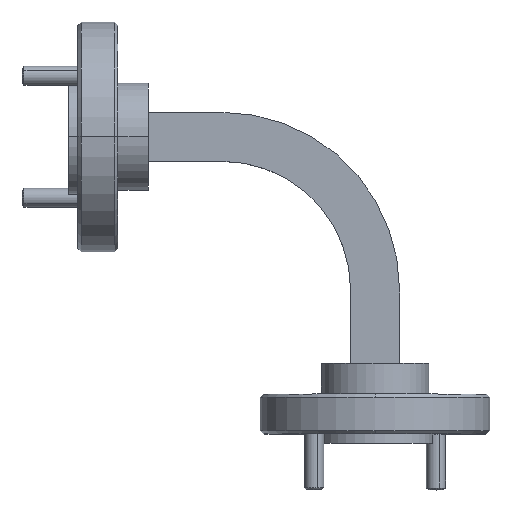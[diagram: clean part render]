
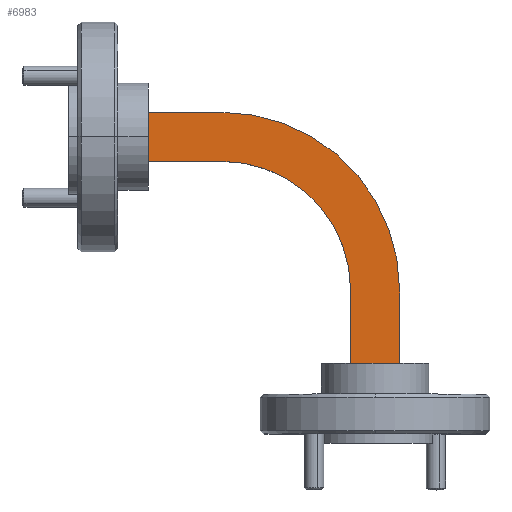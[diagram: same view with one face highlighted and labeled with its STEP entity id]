
A CAD part, top view. The second image highlights one B-rep face of the part: STEP entity #6983.
In plain terms, the highlighted planar face has unit normal (0, 0, 1).
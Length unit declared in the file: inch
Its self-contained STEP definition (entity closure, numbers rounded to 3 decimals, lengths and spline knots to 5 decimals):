
#325 = ORIENTED_EDGE ( 'NONE', *, *, #1816, .T. ) ;
#345 = DIRECTION ( 'NONE',  ( -1., 0., 0. ) ) ;
#359 = CARTESIAN_POINT ( 'NONE',  ( 0.64091, 0.98964, -0.80179 ) ) ;
#395 = ORIENTED_EDGE ( 'NONE', *, *, #6382, .F. ) ;
#833 = CARTESIAN_POINT ( 'NONE',  ( 0.64091, 0.82964, -0.80179 ) ) ;
#885 = DIRECTION ( 'NONE',  ( -1., 0., 0. ) ) ;
#937 = CARTESIAN_POINT ( 'NONE',  ( 1.22091, 0.40964, -0.80179 ) ) ;
#955 = EDGE_CURVE ( 'NONE', #5755, #6847, #2154, .T. ) ;
#1029 = ORIENTED_EDGE ( 'NONE', *, *, #2398, .F. ) ;
#1063 = CARTESIAN_POINT ( 'NONE',  ( 0.64091, 0.40964, -0.80179 ) ) ;
#1089 = CIRCLE ( 'NONE', #6951, 0.42 ) ;
#1175 = VECTOR ( 'NONE', #2904, 39.37008 ) ;
#1527 = PLANE ( 'NONE',  #3061 ) ;
#1578 = VERTEX_POINT ( 'NONE', #5189 ) ;
#1764 = DIRECTION ( 'NONE',  ( -1., 0., 0. ) ) ;
#1816 = EDGE_CURVE ( 'NONE', #4046, #7316, #4190, .T. ) ;
#1940 = CARTESIAN_POINT ( 'NONE',  ( 1.06091, 0.16964, -0.80179 ) ) ;
#2003 = CARTESIAN_POINT ( 'NONE',  ( 0.64091, 0.98964, -0.80179 ) ) ;
#2073 = VERTEX_POINT ( 'NONE', #4591 ) ;
#2154 = LINE ( 'NONE', #937, #5675 ) ;
#2239 = DIRECTION ( 'NONE',  ( -1., 0., 0. ) ) ;
#2398 = EDGE_CURVE ( 'NONE', #6697, #2073, #4532, .T. ) ;
#2428 = VECTOR ( 'NONE', #4570, 39.37008 ) ;
#2713 = CARTESIAN_POINT ( 'NONE',  ( 0.40091, 0.82964, -0.80179 ) ) ;
#2741 = AXIS2_PLACEMENT_3D ( 'NONE', #4546, #4586, #1764 ) ;
#2904 = DIRECTION ( 'NONE',  ( 0., 1., 0. ) ) ;
#3030 = EDGE_CURVE ( 'NONE', #1578, #6697, #5517, .T. ) ;
#3061 = AXIS2_PLACEMENT_3D ( 'NONE', #7441, #4504, #3934 ) ;
#3196 = EDGE_CURVE ( 'NONE', #3255, #2073, #3808, .T. ) ;
#3255 = VERTEX_POINT ( 'NONE', #2003 ) ;
#3289 = CARTESIAN_POINT ( 'NONE',  ( 1.22091, 0.16964, -0.80179 ) ) ;
#3302 = DIRECTION ( 'NONE',  ( 0., -1., 0. ) ) ;
#3448 = DIRECTION ( 'NONE',  ( 0., -1., 0. ) ) ;
#3808 = LINE ( 'NONE', #359, #4557 ) ;
#3934 = DIRECTION ( 'NONE',  ( 1., 0., 0. ) ) ;
#4046 = VERTEX_POINT ( 'NONE', #5893 ) ;
#4185 = CARTESIAN_POINT ( 'NONE',  ( 1.22091, 0.40964, -0.80179 ) ) ;
#4190 = LINE ( 'NONE', #6518, #6294 ) ;
#4307 = ORIENTED_EDGE ( 'NONE', *, *, #6332, .T. ) ;
#4504 = DIRECTION ( 'NONE',  ( 0., 0., 1. ) ) ;
#4532 = LINE ( 'NONE', #2713, #1175 ) ;
#4546 = CARTESIAN_POINT ( 'NONE',  ( 0.64091, 0.40964, -0.80179 ) ) ;
#4557 = VECTOR ( 'NONE', #885, 39.37008 ) ;
#4570 = DIRECTION ( 'NONE',  ( -1., 0., 0. ) ) ;
#4586 = DIRECTION ( 'NONE',  ( 0., 0., -1. ) ) ;
#4591 = CARTESIAN_POINT ( 'NONE',  ( 0.40091, 0.98964, -0.80179 ) ) ;
#4593 = ORIENTED_EDGE ( 'NONE', *, *, #955, .F. ) ;
#5145 = EDGE_CURVE ( 'NONE', #3255, #5755, #6988, .T. ) ;
#5156 = DIRECTION ( 'NONE',  ( 0., 0., -1. ) ) ;
#5189 = CARTESIAN_POINT ( 'NONE',  ( 0.64091, 0.82964, -0.80179 ) ) ;
#5301 = LINE ( 'NONE', #5800, #2428 ) ;
#5517 = LINE ( 'NONE', #833, #6394 ) ;
#5675 = VECTOR ( 'NONE', #3302, 39.37008 ) ;
#5755 = VERTEX_POINT ( 'NONE', #4185 ) ;
#5800 = CARTESIAN_POINT ( 'NONE',  ( 0.64091, 0.16964, -0.80179 ) ) ;
#5893 = CARTESIAN_POINT ( 'NONE',  ( 1.06091, 0.40964, -0.80179 ) ) ;
#6133 = ORIENTED_EDGE ( 'NONE', *, *, #5145, .F. ) ;
#6193 = FACE_OUTER_BOUND ( 'NONE', #6201, .T. ) ;
#6201 = EDGE_LOOP ( 'NONE', ( #395, #4593, #6133, #6432, #1029, #6687, #4307, #325 ) ) ;
#6294 = VECTOR ( 'NONE', #3448, 39.37008 ) ;
#6332 = EDGE_CURVE ( 'NONE', #1578, #4046, #1089, .T. ) ;
#6382 = EDGE_CURVE ( 'NONE', #6847, #7316, #5301, .T. ) ;
#6394 = VECTOR ( 'NONE', #345, 39.37008 ) ;
#6404 = CARTESIAN_POINT ( 'NONE',  ( 0.40091, 0.82964, -0.80179 ) ) ;
#6432 = ORIENTED_EDGE ( 'NONE', *, *, #3196, .T. ) ;
#6518 = CARTESIAN_POINT ( 'NONE',  ( 1.06091, 0.40964, -0.80179 ) ) ;
#6687 = ORIENTED_EDGE ( 'NONE', *, *, #3030, .F. ) ;
#6697 = VERTEX_POINT ( 'NONE', #6404 ) ;
#6847 = VERTEX_POINT ( 'NONE', #3289 ) ;
#6951 = AXIS2_PLACEMENT_3D ( 'NONE', #1063, #5156, #2239 ) ;
#6983 = ADVANCED_FACE ( 'NONE', ( #6193 ), #1527, .T. ) ;
#6988 = CIRCLE ( 'NONE', #2741, 0.58 ) ;
#7316 = VERTEX_POINT ( 'NONE', #1940 ) ;
#7441 = CARTESIAN_POINT ( 'NONE',  ( 0.64091, 0.82964, -0.80179 ) ) ;
